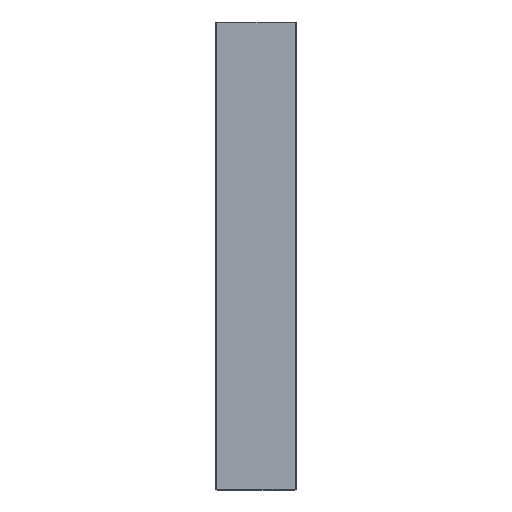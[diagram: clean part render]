
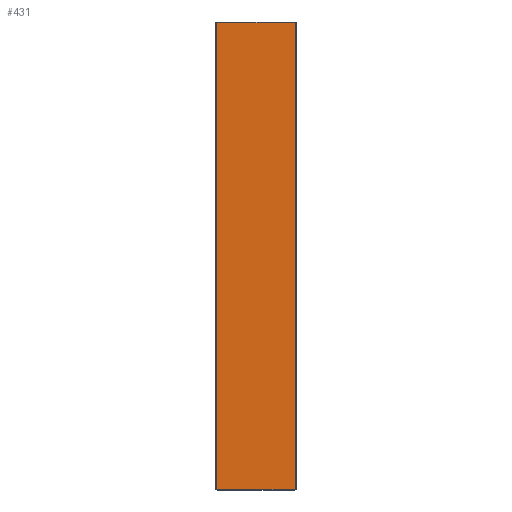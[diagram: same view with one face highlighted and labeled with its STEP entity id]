
A CAD part, top view. The second image highlights one B-rep face of the part: STEP entity #431.
In plain terms, the highlighted planar face has unit normal (0, 0, 1).
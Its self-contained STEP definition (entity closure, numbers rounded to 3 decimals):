
#351=PLANE('',#1328);
#431=ADVANCED_FACE('F2',(#493),#351,.F.);
#493=FACE_OUTER_BOUND('',#560,.T.);
#560=EDGE_LOOP('',(#788,#789,#790,#791,#792,#793,#794,#795,#796,#797,#798,
#799));
#788=ORIENTED_EDGE('',*,*,#1072,.F.);
#789=ORIENTED_EDGE('',*,*,#1069,.F.);
#790=ORIENTED_EDGE('',*,*,#1054,.F.);
#791=ORIENTED_EDGE('',*,*,#1064,.F.);
#792=ORIENTED_EDGE('',*,*,#1033,.F.);
#793=ORIENTED_EDGE('',*,*,#1031,.F.);
#794=ORIENTED_EDGE('',*,*,#1007,.F.);
#795=ORIENTED_EDGE('',*,*,#1004,.F.);
#796=ORIENTED_EDGE('',*,*,#988,.F.);
#797=ORIENTED_EDGE('',*,*,#999,.F.);
#798=ORIENTED_EDGE('',*,*,#1073,.F.);
#799=ORIENTED_EDGE('',*,*,#1074,.F.);
#894=VERTEX_POINT('',#1649);
#895=VERTEX_POINT('',#1650);
#902=VERTEX_POINT('',#1669);
#905=VERTEX_POINT('',#1678);
#906=VERTEX_POINT('',#1683);
#923=VERTEX_POINT('',#1735);
#924=VERTEX_POINT('',#1739);
#940=VERTEX_POINT('',#1999);
#941=VERTEX_POINT('',#2000);
#949=VERTEX_POINT('',#2049);
#950=VERTEX_POINT('',#2054);
#952=VERTEX_POINT('',#2060);
#988=EDGE_CURVE('E4',#894,#895,#1113,.T.);
#999=EDGE_CURVE('E3',#902,#894,#1119,.T.);
#1004=EDGE_CURVE('E5',#895,#905,#1123,.T.);
#1007=EDGE_CURVE('E6',#905,#906,#1125,.T.);
#1031=EDGE_CURVE('E7',#906,#923,#1145,.T.);
#1033=EDGE_CURVE('E8',#923,#924,#1146,.T.);
#1054=EDGE_CURVE('E10',#940,#941,#1153,.T.);
#1064=EDGE_CURVE('E9',#924,#940,#1157,.T.);
#1069=EDGE_CURVE('E11',#941,#949,#1161,.T.);
#1072=EDGE_CURVE('E12',#949,#950,#1163,.T.);
#1073=EDGE_CURVE('E2',#952,#902,#1164,.T.);
#1074=EDGE_CURVE('E1',#950,#952,#1165,.T.);
#1113=LINE('',#1648,#1197);
#1119=LINE('',#1670,#1203);
#1123=LINE('',#1680,#1207);
#1125=LINE('',#1686,#1209);
#1145=LINE('',#1734,#1229);
#1146=LINE('',#1738,#1230);
#1153=LINE('',#1998,#1237);
#1157=LINE('',#2027,#1241);
#1161=LINE('',#2051,#1245);
#1163=LINE('',#2057,#1247);
#1164=LINE('',#2059,#1248);
#1165=LINE('',#2061,#1249);
#1197=VECTOR('',#1394,1.);
#1203=VECTOR('',#1414,1.);
#1207=VECTOR('',#1424,1.);
#1209=VECTOR('',#1430,1.);
#1229=VECTOR('',#1476,1.);
#1230=VECTOR('',#1481,1.);
#1237=VECTOR('',#1504,1.);
#1241=VECTOR('',#1516,1.);
#1245=VECTOR('',#1522,1.);
#1247=VECTOR('',#1528,1.);
#1248=VECTOR('',#1531,1.);
#1249=VECTOR('',#1532,1.);
#1328=AXIS2_PLACEMENT_3D('',#2062,#1533,#1534);
#1394=DIRECTION('',(0.,1.,0.));
#1414=DIRECTION('',(-1.,0.,0.));
#1424=DIRECTION('',(1.,0.,0.));
#1430=DIRECTION('',(0.,-1.,0.));
#1476=DIRECTION('',(1.,0.,0.));
#1481=DIRECTION('',(0.,1.,0.));
#1504=DIRECTION('',(0.,-1.,0.));
#1516=DIRECTION('',(1.,0.,0.));
#1522=DIRECTION('',(-1.,0.,0.));
#1528=DIRECTION('',(0.,1.,0.));
#1531=DIRECTION('',(0.,-1.,0.));
#1532=DIRECTION('',(-1.,0.,0.));
#1533=DIRECTION('',(0.,0.,-1.));
#1534=DIRECTION('',(0.,-1.,0.));
#1648=CARTESIAN_POINT('',(-492.284,-617.73,0.));
#1649=CARTESIAN_POINT('',(-492.284,-1517.48,0.));
#1650=CARTESIAN_POINT('',(-492.284,282.02,0.));
#1669=CARTESIAN_POINT('',(-491.384,-1517.48,0.));
#1670=CARTESIAN_POINT('',(-491.834,-1517.48,0.));
#1678=CARTESIAN_POINT('',(-490.884,282.02,0.));
#1680=CARTESIAN_POINT('',(-491.584,282.02,0.));
#1683=CARTESIAN_POINT('',(-490.884,279.22,0.));
#1686=CARTESIAN_POINT('',(-490.884,280.62,0.));
#1734=CARTESIAN_POINT('',(-490.914,279.22,0.));
#1735=CARTESIAN_POINT('',(-190.284,279.22,0.));
#1738=CARTESIAN_POINT('',(-190.284,280.62,0.));
#1739=CARTESIAN_POINT('',(-190.284,282.02,0.));
#1998=CARTESIAN_POINT('',(-188.884,-617.73,0.));
#1999=CARTESIAN_POINT('',(-188.884,282.02,0.));
#2000=CARTESIAN_POINT('',(-188.884,-1517.48,0.));
#2027=CARTESIAN_POINT('',(-189.584,282.02,0.));
#2049=CARTESIAN_POINT('',(-190.284,-1517.48,0.));
#2051=CARTESIAN_POINT('',(-189.584,-1517.48,0.));
#2054=CARTESIAN_POINT('',(-190.284,-1514.68,0.));
#2057=CARTESIAN_POINT('',(-190.284,-1516.08,0.));
#2059=CARTESIAN_POINT('',(-491.384,-1516.08,0.));
#2060=CARTESIAN_POINT('',(-491.384,-1514.68,0.));
#2061=CARTESIAN_POINT('',(-190.254,-1514.68,0.));
#2062=CARTESIAN_POINT('',(-492.314,-917.51,0.));
